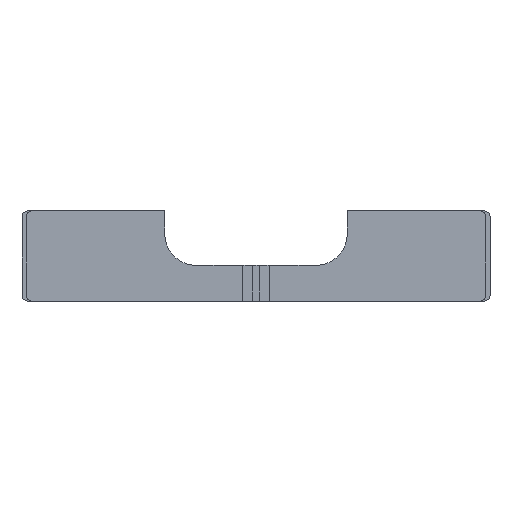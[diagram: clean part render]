
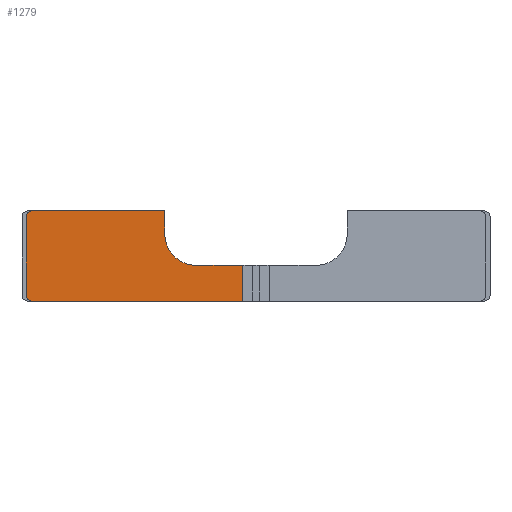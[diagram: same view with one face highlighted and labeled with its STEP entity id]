
A CAD part, top view. The second image highlights one B-rep face of the part: STEP entity #1279.
In plain terms, the highlighted planar face has unit normal (0, 0, 1).
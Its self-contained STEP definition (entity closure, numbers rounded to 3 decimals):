
#49 = AXIS2_PLACEMENT_3D ( 'NONE', #692, #925, #822 ) ;
#65 = DIRECTION ( 'NONE',  ( 1., 0., 0. ) ) ;
#89 = CARTESIAN_POINT ( 'NONE',  ( -48.742, -17.2, 2.6 ) ) ;
#92 = CARTESIAN_POINT ( 'NONE',  ( -91.042, -9.702, 2.6 ) ) ;
#152 = ORIENTED_EDGE ( 'NONE', *, *, #607, .T. ) ;
#154 = CARTESIAN_POINT ( 'NONE',  ( -91.042, -11.702, 2.6 ) ) ;
#167 = ORIENTED_EDGE ( 'NONE', *, *, #441, .T. ) ;
#177 = EDGE_CURVE ( 'NONE', #968, #1333, #1280, .T. ) ;
#198 = ORIENTED_EDGE ( 'NONE', *, *, #1323, .T. ) ;
#223 = DIRECTION ( 'NONE',  ( 1., 0., 0. ) ) ;
#233 = EDGE_CURVE ( 'NONE', #1114, #1007, #412, .T. ) ;
#234 = ORIENTED_EDGE ( 'NONE', *, *, #541, .T. ) ;
#257 = DIRECTION ( 'NONE',  ( 1., 0., 0. ) ) ;
#294 = DIRECTION ( 'NONE',  ( 0., 1., 0. ) ) ;
#323 = CARTESIAN_POINT ( 'NONE',  ( -93.042, -11.702, 2.6 ) ) ;
#341 = LINE ( 'NONE', #1223, #1081 ) ;
#342 = CIRCLE ( 'NONE', #1392, 2. ) ;
#347 = CARTESIAN_POINT ( 'NONE',  ( -38.742, -17.2, 2.6 ) ) ;
#391 = DIRECTION ( 'NONE',  ( -1., 0., 0. ) ) ;
#410 = CIRCLE ( 'NONE', #897, 2. ) ;
#412 = LINE ( 'NONE', #1275, #655 ) ;
#419 = ORIENTED_EDGE ( 'NONE', *, *, #177, .T. ) ;
#437 = ORIENTED_EDGE ( 'NONE', *, *, #1294, .T. ) ;
#441 = EDGE_CURVE ( 'NONE', #580, #1114, #341, .T. ) ;
#468 = LINE ( 'NONE', #914, #547 ) ;
#485 = DIRECTION ( 'NONE',  ( 0., 0., 1. ) ) ;
#504 = VERTEX_POINT ( 'NONE', #707 ) ;
#541 = EDGE_CURVE ( 'NONE', #1029, #504, #468, .T. ) ;
#547 = VECTOR ( 'NONE', #1235, 1000. ) ;
#570 = EDGE_CURVE ( 'NONE', #1025, #1029, #342, .T. ) ;
#580 = VERTEX_POINT ( 'NONE', #1261 ) ;
#582 = ORIENTED_EDGE ( 'NONE', *, *, #570, .T. ) ;
#589 = VERTEX_POINT ( 'NONE', #794 ) ;
#607 = EDGE_CURVE ( 'NONE', #504, #589, #410, .T. ) ;
#633 = AXIS2_PLACEMENT_3D ( 'NONE', #347, #1356, #223 ) ;
#645 = CARTESIAN_POINT ( 'NONE',  ( -38.742, -27.2, 2.6 ) ) ;
#655 = VECTOR ( 'NONE', #1286, 1000. ) ;
#667 = ORIENTED_EDGE ( 'NONE', *, *, #233, .T. ) ;
#692 = CARTESIAN_POINT ( 'NONE',  ( -92.442, -11.702, 2.6 ) ) ;
#707 = CARTESIAN_POINT ( 'NONE',  ( -93.042, -36.702, 2.6 ) ) ;
#755 = VECTOR ( 'NONE', #391, 1000. ) ;
#770 = EDGE_CURVE ( 'NONE', #1007, #968, #1259, .T. ) ;
#794 = CARTESIAN_POINT ( 'NONE',  ( -91.042, -38.702, 2.6 ) ) ;
#804 = ORIENTED_EDGE ( 'NONE', *, *, #770, .T. ) ;
#822 = DIRECTION ( 'NONE',  ( 1., 0., 0. ) ) ;
#836 = LINE ( 'NONE', #1055, #1395 ) ;
#842 = CARTESIAN_POINT ( 'NONE',  ( -48.742, -9.702, 2.6 ) ) ;
#854 = CARTESIAN_POINT ( 'NONE',  ( -91.042, -36.702, 2.6 ) ) ;
#884 = DIRECTION ( 'NONE',  ( 0., 1., 0. ) ) ;
#897 = AXIS2_PLACEMENT_3D ( 'NONE', #854, #980, #65 ) ;
#914 = CARTESIAN_POINT ( 'NONE',  ( -93.042, -11.702, 2.6 ) ) ;
#925 = DIRECTION ( 'NONE',  ( 0., 0., 1. ) ) ;
#968 = VERTEX_POINT ( 'NONE', #1161 ) ;
#980 = DIRECTION ( 'NONE',  ( 0., 0., 1. ) ) ;
#991 = CARTESIAN_POINT ( 'NONE',  ( -23.991, -27.2, 2.6 ) ) ;
#1007 = VERTEX_POINT ( 'NONE', #645 ) ;
#1008 = VECTOR ( 'NONE', #294, 1000. ) ;
#1025 = VERTEX_POINT ( 'NONE', #92 ) ;
#1028 = PLANE ( 'NONE',  #49 ) ;
#1029 = VERTEX_POINT ( 'NONE', #323 ) ;
#1043 = DIRECTION ( 'NONE',  ( 1., 0., 0. ) ) ;
#1055 = CARTESIAN_POINT ( 'NONE',  ( -92.442, -38.702, 2.6 ) ) ;
#1081 = VECTOR ( 'NONE', #884, 1000. ) ;
#1114 = VERTEX_POINT ( 'NONE', #991 ) ;
#1161 = CARTESIAN_POINT ( 'NONE',  ( -48.742, -17.2, 2.6 ) ) ;
#1172 = LINE ( 'NONE', #1387, #755 ) ;
#1223 = CARTESIAN_POINT ( 'NONE',  ( -23.991, -27.2, 2.6 ) ) ;
#1235 = DIRECTION ( 'NONE',  ( 0., -1., 0. ) ) ;
#1246 = FACE_OUTER_BOUND ( 'NONE', #1267, .T. ) ;
#1259 = CIRCLE ( 'NONE', #633, 10. ) ;
#1261 = CARTESIAN_POINT ( 'NONE',  ( -23.991, -38.702, 2.6 ) ) ;
#1267 = EDGE_LOOP ( 'NONE', ( #234, #152, #437, #167, #667, #804, #419, #198, #582 ) ) ;
#1275 = CARTESIAN_POINT ( 'NONE',  ( -25.723, -27.2, 2.6 ) ) ;
#1279 = ADVANCED_FACE ( 'NONE', ( #1246 ), #1028, .T. ) ;
#1280 = LINE ( 'NONE', #89, #1008 ) ;
#1286 = DIRECTION ( 'NONE',  ( -1., 0., 0. ) ) ;
#1294 = EDGE_CURVE ( 'NONE', #589, #580, #836, .T. ) ;
#1323 = EDGE_CURVE ( 'NONE', #1333, #1025, #1172, .T. ) ;
#1333 = VERTEX_POINT ( 'NONE', #842 ) ;
#1356 = DIRECTION ( 'NONE',  ( 0., 0., -1. ) ) ;
#1387 = CARTESIAN_POINT ( 'NONE',  ( -48.742, -9.702, 2.6 ) ) ;
#1392 = AXIS2_PLACEMENT_3D ( 'NONE', #154, #485, #1043 ) ;
#1395 = VECTOR ( 'NONE', #257, 1000. ) ;
